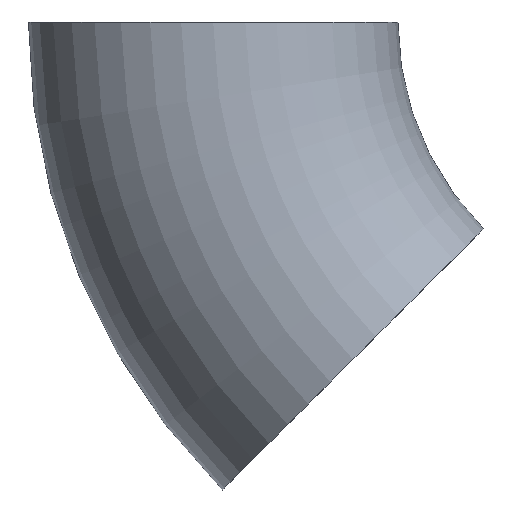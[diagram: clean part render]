
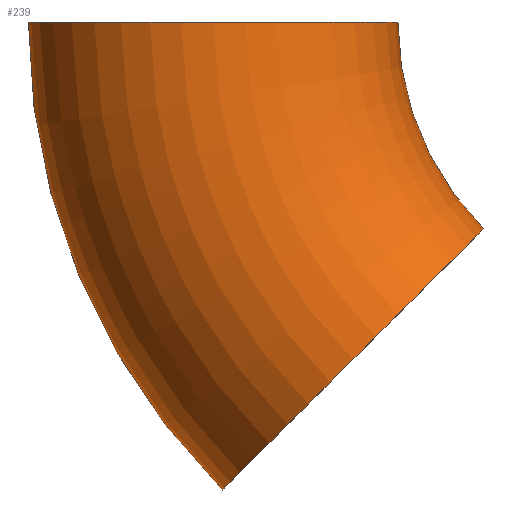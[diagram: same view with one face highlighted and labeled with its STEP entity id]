
A CAD part, front view. The second image highlights one B-rep face of the part: STEP entity #239.
In plain terms, the highlighted toroidal (fillet/blend) face has major radius 27.5 mm and minor radius 10.65 mm.
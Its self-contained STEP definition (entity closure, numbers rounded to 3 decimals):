
#5 = CARTESIAN_POINT ( 'NONE',  ( 0., 0., 0. ) ) ;
#12 = VERTEX_POINT ( 'NONE', #119 ) ;
#15 = FACE_OUTER_BOUND ( 'NONE', #185, .T. ) ;
#16 = DIRECTION ( 'NONE',  ( 0., 0., 1. ) ) ;
#22 = CIRCLE ( 'NONE', #94, 10.65 ) ;
#38 = TOROIDAL_SURFACE ( 'NONE', #213, 27.5, 10.65 ) ;
#45 = CARTESIAN_POINT ( 'NONE',  ( -27.5, 0., 0. ) ) ;
#51 = DIRECTION ( 'NONE',  ( 0., 1., 0. ) ) ;
#52 = AXIS2_PLACEMENT_3D ( 'NONE', #5, #102, #215 ) ;
#56 = CARTESIAN_POINT ( 'NONE',  ( 0., 0., 0. ) ) ;
#76 = DIRECTION ( 'NONE',  ( -0.707, 0., 0.707 ) ) ;
#85 = ORIENTED_EDGE ( 'NONE', *, *, #110, .F. ) ;
#87 = CIRCLE ( 'NONE', #153, 16.85 ) ;
#93 = CARTESIAN_POINT ( 'NONE',  ( -26.976, 0., -26.976 ) ) ;
#94 = AXIS2_PLACEMENT_3D ( 'NONE', #45, #182, #238 ) ;
#98 = ORIENTED_EDGE ( 'NONE', *, *, #181, .T. ) ;
#102 = DIRECTION ( 'NONE',  ( 0., 1., 0. ) ) ;
#104 = ORIENTED_EDGE ( 'NONE', *, *, #122, .F. ) ;
#110 = EDGE_CURVE ( 'NONE', #173, #241, #134, .T. ) ;
#113 = DIRECTION ( 'NONE',  ( 0., 0., 1. ) ) ;
#115 = CIRCLE ( 'NONE', #232, 10.65 ) ;
#119 = CARTESIAN_POINT ( 'NONE',  ( -11.915, 0., -11.915 ) ) ;
#122 = EDGE_CURVE ( 'NONE', #241, #197, #22, .T. ) ;
#132 = EDGE_CURVE ( 'NONE', #173, #12, #115, .T. ) ;
#134 = CIRCLE ( 'NONE', #52, 38.15 ) ;
#142 = CARTESIAN_POINT ( 'NONE',  ( -19.445, 0., -19.445 ) ) ;
#153 = AXIS2_PLACEMENT_3D ( 'NONE', #56, #226, #113 ) ;
#171 = CARTESIAN_POINT ( 'NONE',  ( 0., 0., 0. ) ) ;
#173 = VERTEX_POINT ( 'NONE', #93 ) ;
#181 = EDGE_CURVE ( 'NONE', #12, #197, #87, .T. ) ;
#182 = DIRECTION ( 'NONE',  ( 0., 0., 1. ) ) ;
#185 = EDGE_LOOP ( 'NONE', ( #85, #204, #98, #104 ) ) ;
#191 = DIRECTION ( 'NONE',  ( 0.707, 0., 0.707 ) ) ;
#197 = VERTEX_POINT ( 'NONE', #209 ) ;
#204 = ORIENTED_EDGE ( 'NONE', *, *, #132, .T. ) ;
#209 = CARTESIAN_POINT ( 'NONE',  ( -16.85, 0., 0. ) ) ;
#213 = AXIS2_PLACEMENT_3D ( 'NONE', #171, #51, #16 ) ;
#215 = DIRECTION ( 'NONE',  ( 0., 0., 1. ) ) ;
#226 = DIRECTION ( 'NONE',  ( 0., 1., 0. ) ) ;
#232 = AXIS2_PLACEMENT_3D ( 'NONE', #142, #76, #191 ) ;
#238 = DIRECTION ( 'NONE',  ( 1., 0., 0. ) ) ;
#239 = ADVANCED_FACE ( 'NONE', ( #15 ), #38, .T. ) ;
#241 = VERTEX_POINT ( 'NONE', #247 ) ;
#247 = CARTESIAN_POINT ( 'NONE',  ( -38.15, 0., 0. ) ) ;
